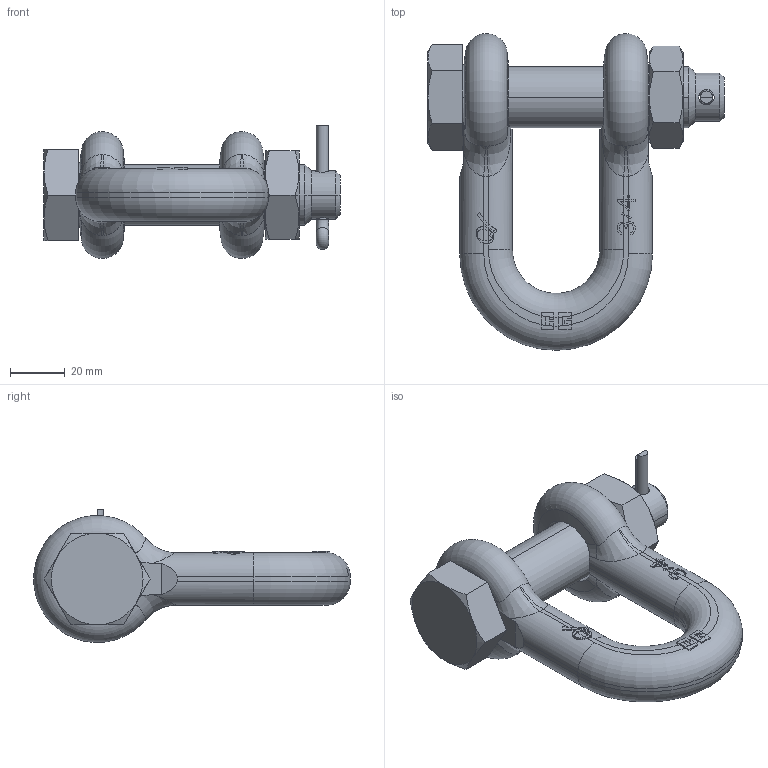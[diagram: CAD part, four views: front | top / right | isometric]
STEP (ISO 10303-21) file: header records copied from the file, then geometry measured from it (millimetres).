
FILE_DESCRIPTION((''),'2;1');
FILE_NAME('CROSBY_2150_075','2003-11-18T',('adoughty'),('The Crosby Group, Inc.'),'PRO/ENGINEER BY PARAMETRIC TECHNOLOGY CORPORATION, 2001150','PRO/ENGINEER BY PARAMETRIC TECHNOLOGY CORPORATION, 2001150','');
FILE_SCHEMA(('CONFIG_CONTROL_DESIGN'));
Length unit declared in the file: inch
Products named in the file (1): CROSBY_2150_075
Bounding box: 107.7 x 115.18 x 48.36 mm (x, y, z)
Volume: 131811.8 mm3; surface area: 32986.6 mm2
Topology: 4 solids, 4 shells, 273 faces, 752 edges, 484 vertices
Faces by surface type: plane 156, cylinder 60, bspline 20, torus 19, cone 18
Entity records: 10369 total; most frequent: CARTESIAN_POINT 3930, ORIENTED_EDGE 1504, DIRECTION 1100, EDGE_CURVE 752, VERTEX_POINT 484, AXIS2_PLACEMENT_3D 389, VECTOR 322, LINE 322
